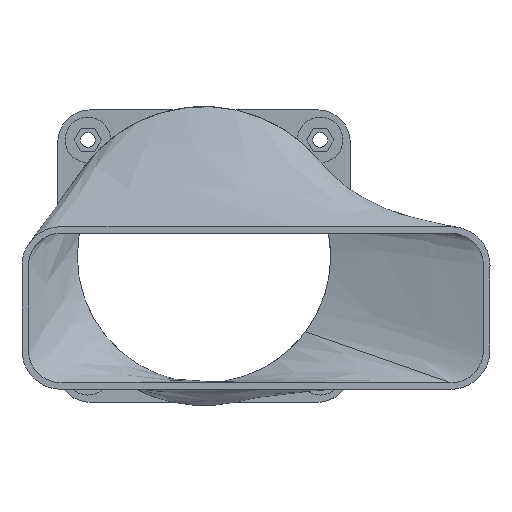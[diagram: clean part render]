
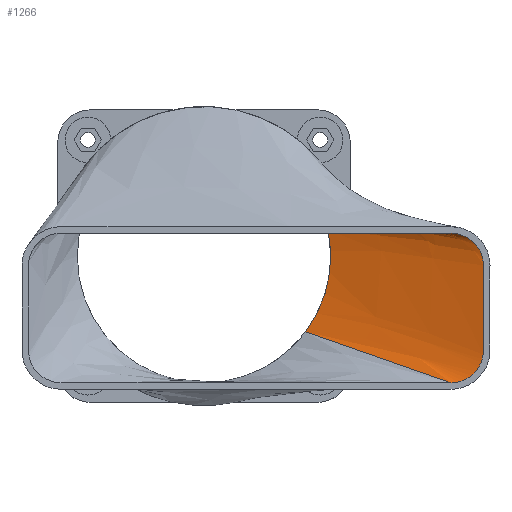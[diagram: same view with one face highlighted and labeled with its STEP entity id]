
A CAD part, top view. The second image highlights one B-rep face of the part: STEP entity #1266.
In plain terms, the highlighted free-form (B-spline) face has degree [3, 3] with [12, 4] control points.
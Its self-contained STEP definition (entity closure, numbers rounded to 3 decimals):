
#15=B_SPLINE_CURVE_WITH_KNOTS('',3,(#2148,#2149,#2150,#2151,#2152,#2153,
#2154,#2155,#2156,#2157,#2158,#2159),.UNSPECIFIED.,.F.,.F.,(4,1,1,2,2,1,
1,4),(0.,0.055,0.164,0.274,0.726,
0.781,0.891,1.),.UNSPECIFIED.);
#19=B_SPLINE_SURFACE_WITH_KNOTS('',3,3,((#2094,#2095,#2096,#2097),(#2098,
#2099,#2100,#2101),(#2102,#2103,#2104,#2105),(#2106,#2107,#2108,#2109),
(#2110,#2111,#2112,#2113),(#2114,#2115,#2116,#2117),(#2118,#2119,#2120,
#2121),(#2122,#2123,#2124,#2125),(#2126,#2127,#2128,#2129),(#2130,#2131,
#2132,#2133),(#2134,#2135,#2136,#2137),(#2138,#2139,#2140,#2141)),
 .UNSPECIFIED.,.F.,.F.,.F.,(4,1,1,2,2,1,1,4),(4,4),(0.,0.055,
0.164,0.274,0.726,0.781,
0.891,1.),(0.,1.),.UNSPECIFIED.);
#140=FACE_OUTER_BOUND('',#212,.T.);
#212=EDGE_LOOP('',(#1133,#1134,#1135,#1136));
#342=LINE('',#2146,#464);
#343=LINE('',#2160,#465);
#464=VECTOR('',#1734,49.711);
#465=VECTOR('',#1735,43.108);
#517=CIRCLE('',#1392,39.);
#637=VERTEX_POINT('',#2142);
#638=VERTEX_POINT('',#2143);
#639=VERTEX_POINT('',#2145);
#640=VERTEX_POINT('',#2147);
#814=EDGE_CURVE('',#637,#638,#517,.T.);
#815=EDGE_CURVE('',#638,#639,#342,.T.);
#816=EDGE_CURVE('',#640,#639,#15,.T.);
#817=EDGE_CURVE('',#637,#640,#343,.T.);
#1133=ORIENTED_EDGE('',*,*,#814,.T.);
#1134=ORIENTED_EDGE('',*,*,#815,.T.);
#1135=ORIENTED_EDGE('',*,*,#816,.F.);
#1136=ORIENTED_EDGE('',*,*,#817,.F.);
#1266=ADVANCED_FACE('',(#140),#19,.T.);
#1392=AXIS2_PLACEMENT_3D('',#2144,#1732,#1733);
#1732=DIRECTION('center_axis',(0.,0.,-1.));
#1733=DIRECTION('ref_axis',(1.,0.,0.));
#1734=DIRECTION('',(0.899,-0.316,0.302));
#1735=DIRECTION('',(0.922,-0.171,0.348));
#2094=CARTESIAN_POINT('Ctrl Pts',(36.261,14.357,10.));
#2095=CARTESIAN_POINT('Ctrl Pts',(49.508,11.905,15.));
#2096=CARTESIAN_POINT('Ctrl Pts',(62.754,9.452,20.));
#2097=CARTESIAN_POINT('Ctrl Pts',(76.,7.,25.));
#2098=CARTESIAN_POINT('Ctrl Pts',(36.528,13.684,10.));
#2099=CARTESIAN_POINT('Ctrl Pts',(50.033,11.455,15.));
#2100=CARTESIAN_POINT('Ctrl Pts',(63.541,9.23,20.));
#2101=CARTESIAN_POINT('Ctrl Pts',(77.047,7.,25.));
#2102=CARTESIAN_POINT('Ctrl Pts',(37.27,11.645,10.));
#2103=CARTESIAN_POINT('Ctrl Pts',(51.578,9.934,15.));
#2104=CARTESIAN_POINT('Ctrl Pts',(65.885,8.221,20.));
#2105=CARTESIAN_POINT('Ctrl Pts',(80.192,6.511,25.));
#2106=CARTESIAN_POINT('Ctrl Pts',(38.221,8.151,10.));
#2107=CARTESIAN_POINT('Ctrl Pts',(53.694,6.527,15.));
#2108=CARTESIAN_POINT('Ctrl Pts',(69.169,4.906,20.));
#2109=CARTESIAN_POINT('Ctrl Pts',(84.642,3.282,25.));
#2110=CARTESIAN_POINT('Ctrl Pts',(38.667,5.288,10.));
#2111=CARTESIAN_POINT('Ctrl Pts',(54.446,3.223,15.));
#2112=CARTESIAN_POINT('Ctrl Pts',(70.224,1.159,20.));
#2113=CARTESIAN_POINT('Ctrl Pts',(86.004,-0.905,25.));
#2114=CARTESIAN_POINT('Ctrl Pts',(39.404,-2.108,10.));
#2115=CARTESIAN_POINT('Ctrl Pts',(54.934,-5.294,15.));
#2116=CARTESIAN_POINT('Ctrl Pts',(70.466,-8.479,20.));
#2117=CARTESIAN_POINT('Ctrl Pts',(85.996,-11.665,25.));
#2118=CARTESIAN_POINT('Ctrl Pts',(38.599,-8.198,10.));
#2119=CARTESIAN_POINT('Ctrl Pts',(54.4,-12.243,15.));
#2120=CARTESIAN_POINT('Ctrl Pts',(70.203,-16.288,20.));
#2121=CARTESIAN_POINT('Ctrl Pts',(86.004,-20.334,25.));
#2122=CARTESIAN_POINT('Ctrl Pts',(36.223,-14.472,10.));
#2123=CARTESIAN_POINT('Ctrl Pts',(52.815,-19.663,15.));
#2124=CARTESIAN_POINT('Ctrl Pts',(69.407,-24.853,20.));
#2125=CARTESIAN_POINT('Ctrl Pts',(85.999,-30.045,25.));
#2126=CARTESIAN_POINT('Ctrl Pts',(35.399,-16.48,10.));
#2127=CARTESIAN_POINT('Ctrl Pts',(52.103,-22.051,15.));
#2128=CARTESIAN_POINT('Ctrl Pts',(68.807,-27.619,20.));
#2129=CARTESIAN_POINT('Ctrl Pts',(85.511,-33.191,25.));
#2130=CARTESIAN_POINT('Ctrl Pts',(33.75,-19.704,10.));
#2131=CARTESIAN_POINT('Ctrl Pts',(49.926,-25.682,15.));
#2132=CARTESIAN_POINT('Ctrl Pts',(66.103,-31.66,20.));
#2133=CARTESIAN_POINT('Ctrl Pts',(82.279,-37.638,25.));
#2134=CARTESIAN_POINT('Ctrl Pts',(32.152,-22.121,10.));
#2135=CARTESIAN_POINT('Ctrl Pts',(47.466,-27.749,15.));
#2136=CARTESIAN_POINT('Ctrl Pts',(62.781,-33.371,20.));
#2137=CARTESIAN_POINT('Ctrl Pts',(78.094,-39.,25.));
#2138=CARTESIAN_POINT('Ctrl Pts',(31.289,-23.281,10.));
#2139=CARTESIAN_POINT('Ctrl Pts',(46.192,-28.521,15.));
#2140=CARTESIAN_POINT('Ctrl Pts',(61.096,-33.76,20.));
#2141=CARTESIAN_POINT('Ctrl Pts',(76.,-39.,25.));
#2142=CARTESIAN_POINT('',(36.261,14.357,10.));
#2143=CARTESIAN_POINT('',(31.289,-23.281,10.));
#2144=CARTESIAN_POINT('Origin',(0.,0.,10.));
#2145=CARTESIAN_POINT('',(76.,-39.,25.));
#2146=CARTESIAN_POINT('',(31.289,-23.281,10.));
#2147=CARTESIAN_POINT('',(76.,7.,25.));
#2148=CARTESIAN_POINT('Ctrl Pts',(76.,7.,25.));
#2149=CARTESIAN_POINT('Ctrl Pts',(77.047,7.,25.));
#2150=CARTESIAN_POINT('Ctrl Pts',(80.192,6.511,25.));
#2151=CARTESIAN_POINT('Ctrl Pts',(84.642,3.282,25.));
#2152=CARTESIAN_POINT('Ctrl Pts',(86.004,-0.905,25.));
#2153=CARTESIAN_POINT('Ctrl Pts',(85.996,-11.665,25.));
#2154=CARTESIAN_POINT('Ctrl Pts',(86.004,-20.334,25.));
#2155=CARTESIAN_POINT('Ctrl Pts',(85.999,-30.045,25.));
#2156=CARTESIAN_POINT('Ctrl Pts',(85.511,-33.191,25.));
#2157=CARTESIAN_POINT('Ctrl Pts',(82.279,-37.638,25.));
#2158=CARTESIAN_POINT('Ctrl Pts',(78.094,-39.,25.));
#2159=CARTESIAN_POINT('Ctrl Pts',(76.,-39.,25.));
#2160=CARTESIAN_POINT('',(36.261,14.357,10.));
